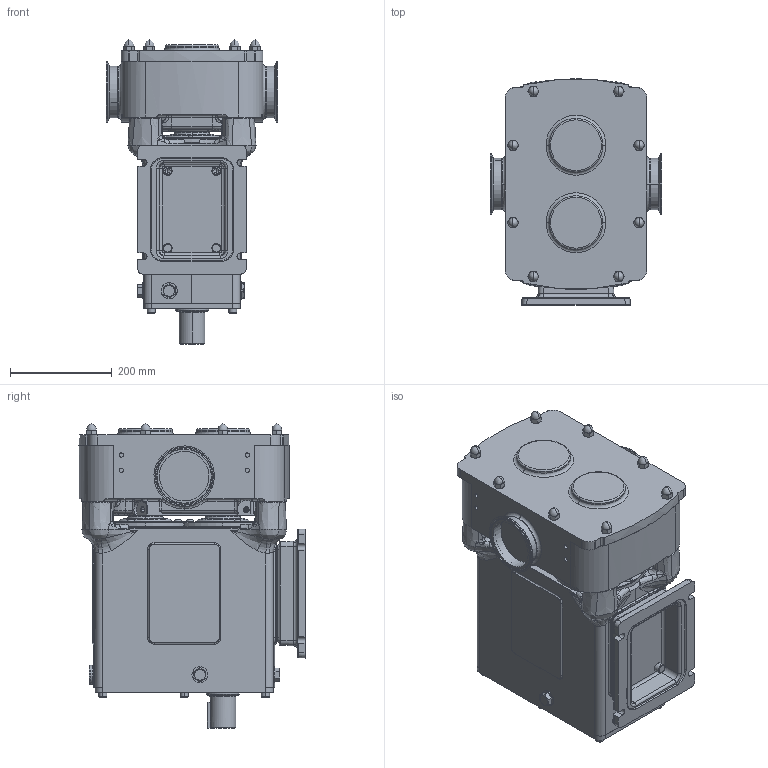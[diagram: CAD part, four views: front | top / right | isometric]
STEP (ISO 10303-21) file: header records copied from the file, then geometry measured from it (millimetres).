
FILE_DESCRIPTION (( 'STEP AP214' ), '1' );
FILE_NAME ('GA4007.STEP', '2024-11-06T21:01:41', ( '' ), ( '' ), 'SwSTEP 2.0', 'SolidWorks 2023', '' );
FILE_SCHEMA (( 'AUTOMOTIVE_DESIGN' ));
Length unit declared in the file: millimetre
Products named in the file (3): Copy of RA94-5121-66M^GA4007; GA4007; Copy of R2600 CPP H BSD^GA4007
Assembly tree (3 placements, depth 2):
  GA4007
    Copy of R2600 CPP H BSD^GA4007
    Copy of RA94-5121-66M^GA4007  x2
Bounding box: 337 x 444.75 x 599 mm (x, y, z)
Volume: 40998052.5 mm3; surface area: 1201448.5 mm2
Topology: 3 solids, 3 shells, 1582 faces, 3809 edges, 2255 vertices
Faces by surface type: plane 447, cylinder 400, bspline 335, cone 227, torus 116, sphere 57
Entity records: 60795 total; most frequent: CARTESIAN_POINT 27397, ORIENTED_EDGE 7374, DIRECTION 6540, EDGE_CURVE 3687, AXIS2_PLACEMENT_3D 2664, VERTEX_POINT 2227, EDGE_LOOP 1686, FACE_OUTER_BOUND 1557
